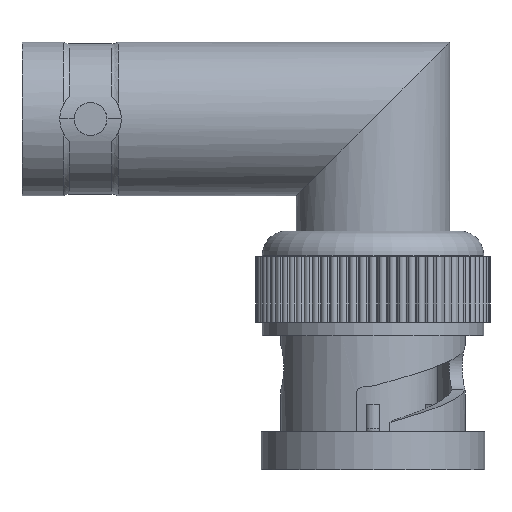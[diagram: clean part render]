
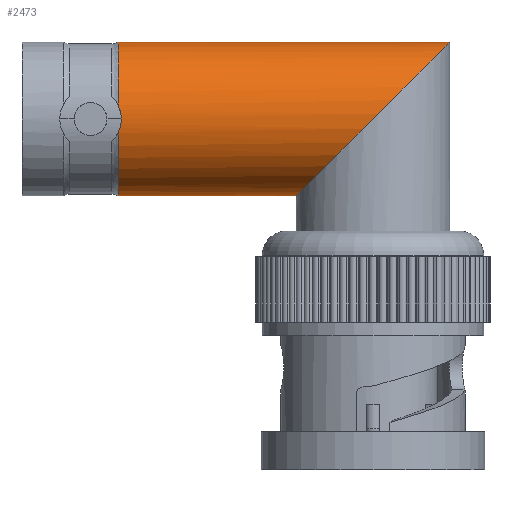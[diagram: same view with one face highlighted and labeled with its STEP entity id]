
A CAD part, front view. The second image highlights one B-rep face of the part: STEP entity #2473.
In plain terms, the highlighted cylindrical face has radius 4.763 mm (diameter 9.525 mm), a partial arc.
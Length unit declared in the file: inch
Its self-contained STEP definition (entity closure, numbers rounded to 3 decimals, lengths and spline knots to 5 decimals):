
#1942 = VERTEX_POINT ( 'NONE', #4967 ) ;
#1943 = VERTEX_POINT ( 'NONE', #4966 ) ;
#2347 = EDGE_CURVE ( 'NONE', #1942, #2391, #5366, .T. ) ;
#2391 = VERTEX_POINT ( 'NONE', #5672 ) ;
#2459 = ORIENTED_EDGE ( 'NONE', *, *, #2460, .T. ) ;
#2460 = EDGE_CURVE ( 'NONE', #2484, #2391, #5587, .T. ) ;
#2473 = ADVANCED_FACE ( 'NONE', ( #5491 ), #5490, .T. ) ;
#2474 = EDGE_LOOP ( 'NONE', ( #2475, #2476, #2478, #2479, #2482, #2459 ) ) ;
#2475 = ORIENTED_EDGE ( 'NONE', *, *, #2347, .F. ) ;
#2476 = ORIENTED_EDGE ( 'NONE', *, *, #2477, .F. ) ;
#2477 = EDGE_CURVE ( 'NONE', #1943, #1942, #5517, .T. ) ;
#2478 = ORIENTED_EDGE ( 'NONE', *, *, #2505, .T. ) ;
#2479 = ORIENTED_EDGE ( 'NONE', *, *, #2480, .T. ) ;
#2480 = EDGE_CURVE ( 'NONE', #2503, #2481, #5511, .T. ) ;
#2481 = VERTEX_POINT ( 'NONE', #5512 ) ;
#2482 = ORIENTED_EDGE ( 'NONE', *, *, #2483, .F. ) ;
#2483 = EDGE_CURVE ( 'NONE', #2484, #2481, #5502, .T. ) ;
#2484 = VERTEX_POINT ( 'NONE', #5506 ) ;
#2503 = VERTEX_POINT ( 'NONE', #10512 ) ;
#2505 = EDGE_CURVE ( 'NONE', #1943, #2503, #10507, .T. ) ;
#4966 = CARTESIAN_POINT ( 'NONE',  ( 1.0425, 0., 0.1875 ) ) ;
#4967 = CARTESIAN_POINT ( 'NONE',  ( 0.6675, 0., -0.1875 ) ) ;
#5359 = DIRECTION ( 'NONE',  ( -1., 0., 0. ) ) ;
#5360 = VECTOR ( 'NONE', #5359, 39.37008 ) ;
#5361 = CARTESIAN_POINT ( 'NONE',  ( 1.38533, 0., -0.1875 ) ) ;
#5366 = LINE ( 'NONE', #5361, #5360 ) ;
#5481 = CARTESIAN_POINT ( 'NONE',  ( 0.23392, -0.18442, 0.03386 ) ) ;
#5482 = CARTESIAN_POINT ( 'NONE',  ( 0.23655, -0.18537, 0.02867 ) ) ;
#5483 = CARTESIAN_POINT ( 'NONE',  ( 0.23859, -0.18616, 0.02311 ) ) ;
#5484 = CARTESIAN_POINT ( 'NONE',  ( 0.2413, -0.18722, 0.01175 ) ) ;
#5485 = CARTESIAN_POINT ( 'NONE',  ( 0.24201, -0.1875, 0.00581 ) ) ;
#5486 = CARTESIAN_POINT ( 'NONE',  ( 0.24199, -0.1875, -0.00594 ) ) ;
#5487 = CARTESIAN_POINT ( 'NONE',  ( 0.24131, -0.18722, -0.01175 ) ) ;
#5488 = CARTESIAN_POINT ( 'NONE',  ( 0.23856, -0.18615, -0.02322 ) ) ;
#5490 = CYLINDRICAL_SURFACE ( 'NONE', #5521, 0.1875 ) ;
#5491 = FACE_OUTER_BOUND ( 'NONE', #2474, .T. ) ;
#5502 = B_SPLINE_CURVE_WITH_KNOTS ( 'NONE', 3,
 ( #5505, #5504, #5488, #5487, #5486, #5485, #5484, #5483, #5482, #5481 ),
 .UNSPECIFIED., .F., .F.,
 ( 4, 2, 2, 2, 4 ),
 ( 0.00212, 0.00256, 0.00301, 0.00346, 0.0039 ),
 .UNSPECIFIED. ) ;
#5504 = CARTESIAN_POINT ( 'NONE',  ( 0.23653, -0.18536, -0.0287 ) ) ;
#5505 = CARTESIAN_POINT ( 'NONE',  ( 0.23392, -0.18442, -0.03386 ) ) ;
#5506 = CARTESIAN_POINT ( 'NONE',  ( 0.23392, -0.18442, -0.03386 ) ) ;
#5507 = DIRECTION ( 'NONE',  ( 0., 1., 0. ) ) ;
#5508 = DIRECTION ( 'NONE',  ( 1., 0., 0. ) ) ;
#5509 = CARTESIAN_POINT ( 'NONE',  ( 0.23392, 0., 0. ) ) ;
#5510 = AXIS2_PLACEMENT_3D ( 'NONE', #5509, #5508, #5507 ) ;
#5511 = CIRCLE ( 'NONE', #5510, 0.1875 ) ;
#5512 = CARTESIAN_POINT ( 'NONE',  ( 0.23392, -0.18442, 0.03386 ) ) ;
#5513 = CARTESIAN_POINT ( 'NONE',  ( 0.6675, 0., -0.1875 ) ) ;
#5514 = CARTESIAN_POINT ( 'NONE',  ( 0.6675, -0.375, -0.1875 ) ) ;
#5515 = CARTESIAN_POINT ( 'NONE',  ( 1.0425, -0.375, 0.1875 ) ) ;
#5516 = CARTESIAN_POINT ( 'NONE',  ( 1.0425, 0., 0.1875 ) ) ;
#5517 =( BOUNDED_CURVE ( )  B_SPLINE_CURVE ( 3, ( #5516, #5515, #5514, #5513 ),
 .UNSPECIFIED., .F., .T. ) 
 B_SPLINE_CURVE_WITH_KNOTS ( ( 4, 4 ),
 ( 3.14159, 6.28319 ),
 .UNSPECIFIED. ) 
 CURVE ( )  GEOMETRIC_REPRESENTATION_ITEM ( )  RATIONAL_B_SPLINE_CURVE ( ( 1., 0.333, 0.333, 1. ) ) 
 REPRESENTATION_ITEM ( '' )  );
#5518 = DIRECTION ( 'NONE',  ( 0., 0., 1. ) ) ;
#5519 = DIRECTION ( 'NONE',  ( -1., 0., 0. ) ) ;
#5520 = CARTESIAN_POINT ( 'NONE',  ( 1.38533, 0., 0. ) ) ;
#5521 = AXIS2_PLACEMENT_3D ( 'NONE', #5520, #5519, #5518 ) ;
#5540 = DIRECTION ( 'NONE',  ( 0., 1., 0. ) ) ;
#5541 = DIRECTION ( 'NONE',  ( 1., 0., 0. ) ) ;
#5586 = AXIS2_PLACEMENT_3D ( 'NONE', #5589, #5541, #5540 ) ;
#5587 = CIRCLE ( 'NONE', #5586, 0.1875 ) ;
#5589 = CARTESIAN_POINT ( 'NONE',  ( 0.23392, 0., 0. ) ) ;
#5672 = CARTESIAN_POINT ( 'NONE',  ( 0.23392, 0., -0.1875 ) ) ;
#10503 = DIRECTION ( 'NONE',  ( -1., 0., 0. ) ) ;
#10504 = VECTOR ( 'NONE', #10503, 39.37008 ) ;
#10505 = CARTESIAN_POINT ( 'NONE',  ( 1.38533, 0., 0.1875 ) ) ;
#10507 = LINE ( 'NONE', #10505, #10504 ) ;
#10512 = CARTESIAN_POINT ( 'NONE',  ( 0.23392, 0., 0.1875 ) ) ;
